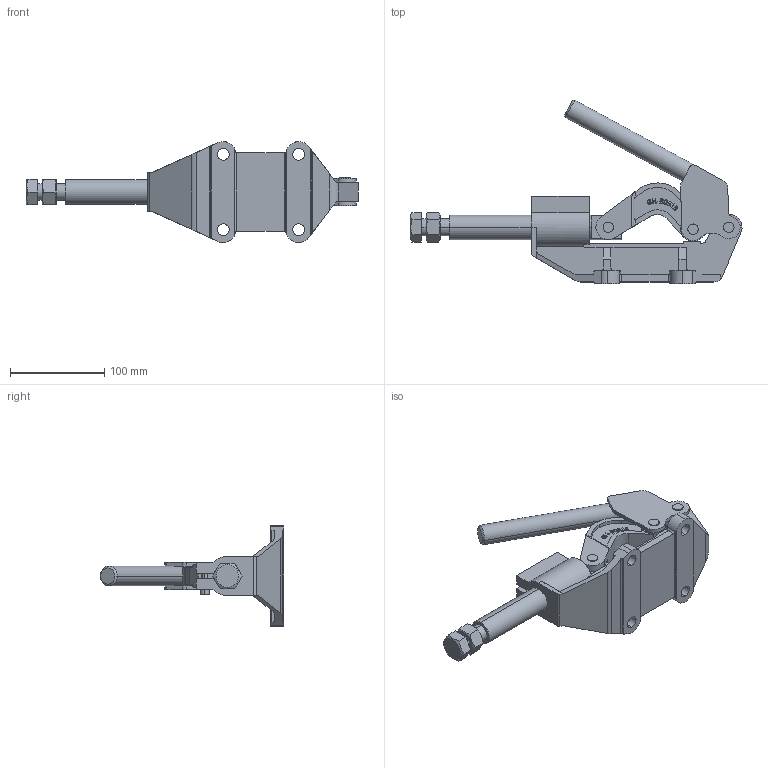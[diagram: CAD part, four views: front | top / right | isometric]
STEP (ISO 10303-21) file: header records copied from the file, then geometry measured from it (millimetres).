
FILE_DESCRIPTION (( 'STEP AP214' ), '1' );
FILE_NAME ('GH-30513(Â²¤Æ).STEP', '2020-07-06T08:03:52', ( 'LinWei' ), ( '' ), 'SwSTEP 2.0', 'SolidWorks 2016', '' );
FILE_SCHEMA (( 'AUTOMOTIVE_DESIGN' ));
Length unit declared in the file: millimetre
Products named in the file (6): Group2^GH-30513(簡化); Group1^GH-30513(簡化); GH-30513(簡化); 43051333-1^GH-30513(簡化); Group5^GH-30513(簡化); Group3^GH-30513(簡化)
Assembly tree (5 placements, depth 2):
  GH-30513(簡化)
    Group1^GH-30513(簡化)
    Group2^GH-30513(簡化)
    Group3^GH-30513(簡化)
    Group5^GH-30513(簡化)
    43051333-1^GH-30513(簡化)
Bounding box: 352.12 x 195 x 106.98 mm (x, y, z)
Volume: 572373 mm3; surface area: 150681.9 mm2
Topology: 6 solids, 7 shells, 373 faces, 1266 edges, 948 vertices
Faces by surface type: plane 208, cylinder 143, cone 18, torus 4
Entity records: 16754 total; most frequent: CARTESIAN_POINT 4827, ORIENTED_EDGE 2520, DIRECTION 2084, EDGE_CURVE 1260, VERTEX_POINT 948, LINE 696, VECTOR 696, AXIS2_PLACEMENT_3D 694
